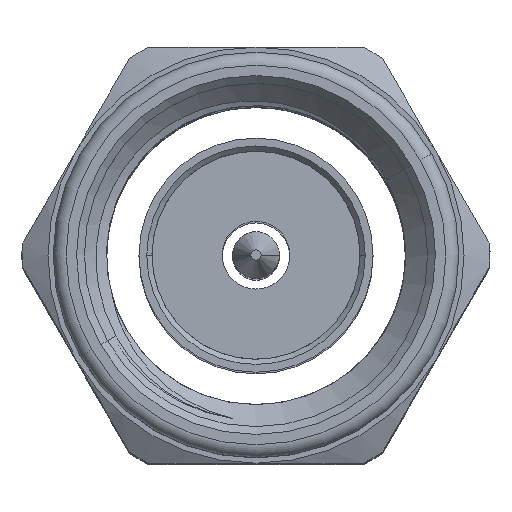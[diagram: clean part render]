
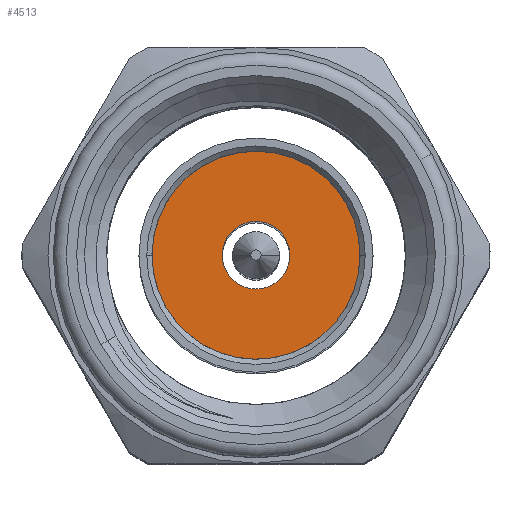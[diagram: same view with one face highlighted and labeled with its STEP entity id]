
A CAD part, top view. The second image highlights one B-rep face of the part: STEP entity #4513.
In plain terms, the highlighted planar face has unit normal (0, 0, 1).
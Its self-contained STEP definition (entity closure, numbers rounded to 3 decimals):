
#19 = DIRECTION ( 'NONE',  ( 0., 0., -1. ) ) ;
#141 = EDGE_CURVE ( 'NONE', #1796, #2515, #1027, .T. ) ;
#168 = DIRECTION ( 'NONE',  ( 0., 0., -1. ) ) ;
#170 = EDGE_LOOP ( 'NONE', ( #3384, #2293 ) ) ;
#379 = CARTESIAN_POINT ( 'NONE',  ( -0.333, -0.558, 17.35 ) ) ;
#450 = CARTESIAN_POINT ( 'NONE',  ( -1.024, -1.718, 17.35 ) ) ;
#542 = VERTEX_POINT ( 'NONE', #3392 ) ;
#587 = CARTESIAN_POINT ( 'NONE',  ( 1.024, 1.718, 17.35 ) ) ;
#666 = DIRECTION ( 'NONE',  ( 0., 0., -1. ) ) ;
#765 = CARTESIAN_POINT ( 'NONE',  ( 0., 0., 17.35 ) ) ;
#804 = AXIS2_PLACEMENT_3D ( 'NONE', #3988, #666, #4693 ) ;
#882 = VERTEX_POINT ( 'NONE', #379 ) ;
#907 = ORIENTED_EDGE ( 'NONE', *, *, #2481, .F. ) ;
#956 = DIRECTION ( 'NONE',  ( 0., 0., 1. ) ) ;
#1027 = CIRCLE ( 'NONE', #2723, 2. ) ;
#1132 = AXIS2_PLACEMENT_3D ( 'NONE', #2751, #956, #2439 ) ;
#1161 = DIRECTION ( 'NONE',  ( -0.512, -0.859, 0. ) ) ;
#1433 = EDGE_CURVE ( 'NONE', #882, #542, #3302, .T. ) ;
#1796 = VERTEX_POINT ( 'NONE', #587 ) ;
#1923 = CARTESIAN_POINT ( 'NONE',  ( 0., 0., 17.35 ) ) ;
#1946 = DIRECTION ( 'NONE',  ( -0.512, -0.859, 0. ) ) ;
#1994 = FACE_BOUND ( 'NONE', #170, .T. ) ;
#2016 = ORIENTED_EDGE ( 'NONE', *, *, #141, .F. ) ;
#2293 = ORIENTED_EDGE ( 'NONE', *, *, #4496, .T. ) ;
#2439 = DIRECTION ( 'NONE',  ( 0.512, 0.859, 0. ) ) ;
#2481 = EDGE_CURVE ( 'NONE', #2515, #1796, #4445, .T. ) ;
#2515 = VERTEX_POINT ( 'NONE', #450 ) ;
#2633 = DIRECTION ( 'NONE',  ( 0., 0., -1. ) ) ;
#2723 = AXIS2_PLACEMENT_3D ( 'NONE', #1923, #19, #1946 ) ;
#2751 = CARTESIAN_POINT ( 'NONE',  ( -0.558, 0.333, 17.35 ) ) ;
#2775 = CARTESIAN_POINT ( 'NONE',  ( 0., 0., 17.35 ) ) ;
#2832 = AXIS2_PLACEMENT_3D ( 'NONE', #2775, #168, #4279 ) ;
#3174 = FACE_OUTER_BOUND ( 'NONE', #4073, .T. ) ;
#3302 = CIRCLE ( 'NONE', #804, 0.65 ) ;
#3384 = ORIENTED_EDGE ( 'NONE', *, *, #1433, .T. ) ;
#3392 = CARTESIAN_POINT ( 'NONE',  ( 0.333, 0.558, 17.35 ) ) ;
#3988 = CARTESIAN_POINT ( 'NONE',  ( 0., 0., 17.35 ) ) ;
#4073 = EDGE_LOOP ( 'NONE', ( #907, #2016 ) ) ;
#4279 = DIRECTION ( 'NONE',  ( -0.512, -0.859, 0. ) ) ;
#4293 = AXIS2_PLACEMENT_3D ( 'NONE', #765, #2633, #1161 ) ;
#4445 = CIRCLE ( 'NONE', #4293, 2. ) ;
#4496 = EDGE_CURVE ( 'NONE', #542, #882, #4538, .T. ) ;
#4513 = ADVANCED_FACE ( 'NONE', ( #1994, #3174 ), #4645, .T. ) ;
#4538 = CIRCLE ( 'NONE', #2832, 0.65 ) ;
#4645 = PLANE ( 'NONE',  #1132 ) ;
#4693 = DIRECTION ( 'NONE',  ( -0.512, -0.859, 0. ) ) ;
